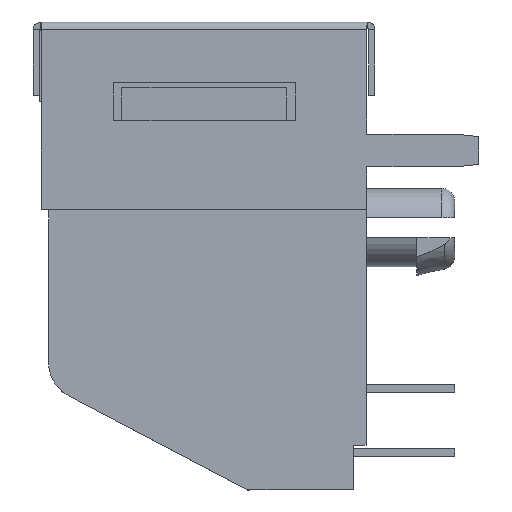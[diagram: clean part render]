
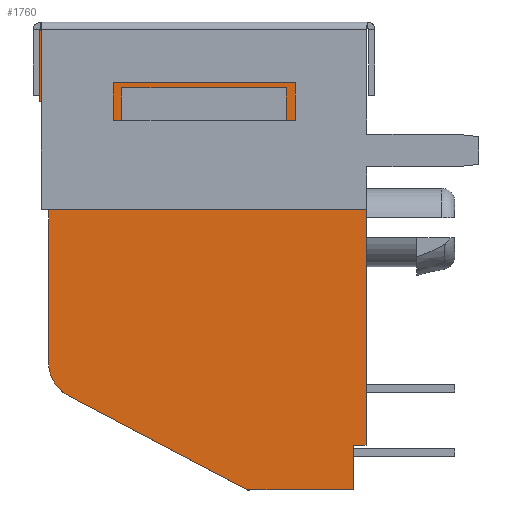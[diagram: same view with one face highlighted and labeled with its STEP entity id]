
A CAD part, left-side view. The second image highlights one B-rep face of the part: STEP entity #1760.
In plain terms, the highlighted planar face has unit normal (-1, 0, 0).
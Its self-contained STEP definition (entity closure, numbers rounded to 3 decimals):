
#14 = CARTESIAN_POINT ( 'NONE',  ( -7.75, -1.73, -18.5 ) ) ;
#19 = CARTESIAN_POINT ( 'NONE',  ( -7.75, 3.25, -2.6 ) ) ;
#21 = EDGE_CURVE ( 'NONE', #7770, #2525, #1655, .T. ) ;
#34 = ORIENTED_EDGE ( 'NONE', *, *, #2804, .T. ) ;
#40 = CARTESIAN_POINT ( 'NONE',  ( -7.75, -3.25, -3.9 ) ) ;
#89 = VECTOR ( 'NONE', #4291, 1000. ) ;
#146 = VECTOR ( 'NONE', #3169, 1000. ) ;
#206 = VECTOR ( 'NONE', #5302, 1000. ) ;
#222 = DIRECTION ( 'NONE',  ( 0., 0., -1. ) ) ;
#227 = CARTESIAN_POINT ( 'NONE',  ( -7.75, -3.25, -3.9 ) ) ;
#281 = ORIENTED_EDGE ( 'NONE', *, *, #8873, .T. ) ;
#294 = CARTESIAN_POINT ( 'NONE',  ( -7.75, -6.4, -0.35 ) ) ;
#397 = ORIENTED_EDGE ( 'NONE', *, *, #7382, .T. ) ;
#402 = ORIENTED_EDGE ( 'NONE', *, *, #1257, .T. ) ;
#434 = CARTESIAN_POINT ( 'NONE',  ( -7.75, -3.25, -2.6 ) ) ;
#457 = LINE ( 'NONE', #7214, #3513 ) ;
#608 = VECTOR ( 'NONE', #4733, 1000. ) ;
#635 = CARTESIAN_POINT ( 'NONE',  ( -7.75, -5.9, -0.35 ) ) ;
#736 = EDGE_CURVE ( 'NONE', #3963, #4777, #1097, .T. ) ;
#875 = CARTESIAN_POINT ( 'NONE',  ( -7.75, -3.25, -2.6 ) ) ;
#951 = CARTESIAN_POINT ( 'NONE',  ( -7.75, -6.4, -5.742 ) ) ;
#1097 = LINE ( 'NONE', #875, #8993 ) ;
#1116 = LINE ( 'NONE', #2695, #9124 ) ;
#1164 = LINE ( 'NONE', #434, #3545 ) ;
#1257 = EDGE_CURVE ( 'NONE', #7718, #4593, #3911, .T. ) ;
#1360 = VERTEX_POINT ( 'NONE', #294 ) ;
#1550 = ORIENTED_EDGE ( 'NONE', *, *, #21, .T. ) ;
#1571 = CARTESIAN_POINT ( 'NONE',  ( -7.75, -5.9, -18.5 ) ) ;
#1655 = LINE ( 'NONE', #2800, #5504 ) ;
#1760 = ADVANCED_FACE ( 'NONE', ( #2993, #8852 ), #5425, .T. ) ;
#1849 = LINE ( 'NONE', #4589, #146 ) ;
#1979 = CARTESIAN_POINT ( 'NONE',  ( -7.75, 4.667, -13.462 ) ) ;
#1982 = EDGE_LOOP ( 'NONE', ( #3342, #34, #2753, #3578 ) ) ;
#1986 = CARTESIAN_POINT ( 'NONE',  ( -7.75, 6.5, -3.145 ) ) ;
#1999 = CARTESIAN_POINT ( 'NONE',  ( -7.75, -6.4, -16.728 ) ) ;
#2028 = CARTESIAN_POINT ( 'NONE',  ( -7.75, -5.9, -2.822 ) ) ;
#2153 = CARTESIAN_POINT ( 'NONE',  ( -7.75, 6.5, -0.35 ) ) ;
#2295 = ORIENTED_EDGE ( 'NONE', *, *, #4438, .T. ) ;
#2318 = CARTESIAN_POINT ( 'NONE',  ( -7.75, -6.4, -2.822 ) ) ;
#2487 = LINE ( 'NONE', #635, #5546 ) ;
#2525 = VERTEX_POINT ( 'NONE', #7947 ) ;
#2581 = DIRECTION ( 'NONE',  ( 0., 0., -1. ) ) ;
#2695 = CARTESIAN_POINT ( 'NONE',  ( -7.75, -6.4, -2.822 ) ) ;
#2701 = LINE ( 'NONE', #19, #7078 ) ;
#2719 = DIRECTION ( 'NONE',  ( 0., 1., 0. ) ) ;
#2732 = VECTOR ( 'NONE', #222, 1000. ) ;
#2753 = ORIENTED_EDGE ( 'NONE', *, *, #736, .T. ) ;
#2775 = CARTESIAN_POINT ( 'NONE',  ( -7.75, 4.667, -13.462 ) ) ;
#2800 = CARTESIAN_POINT ( 'NONE',  ( -7.75, 6.15, -3.145 ) ) ;
#2804 = EDGE_CURVE ( 'NONE', #3000, #3963, #2701, .T. ) ;
#2878 = CARTESIAN_POINT ( 'NONE',  ( -7.75, -3.25, -2.6 ) ) ;
#2993 = FACE_OUTER_BOUND ( 'NONE', #5015, .T. ) ;
#3000 = VERTEX_POINT ( 'NONE', #3897 ) ;
#3061 = DIRECTION ( 'NONE',  ( 0., -1., 0. ) ) ;
#3169 = DIRECTION ( 'NONE',  ( 0., 0., 1. ) ) ;
#3204 = VECTOR ( 'NONE', #5228, 1000. ) ;
#3342 = ORIENTED_EDGE ( 'NONE', *, *, #6909, .T. ) ;
#3400 = ORIENTED_EDGE ( 'NONE', *, *, #5574, .F. ) ;
#3455 = ORIENTED_EDGE ( 'NONE', *, *, #8719, .T. ) ;
#3513 = VECTOR ( 'NONE', #7962, 1000. ) ;
#3525 = LINE ( 'NONE', #6629, #2732 ) ;
#3528 = DIRECTION ( 'NONE',  ( 0., -1., 0. ) ) ;
#3545 = VECTOR ( 'NONE', #2581, 1000. ) ;
#3578 = ORIENTED_EDGE ( 'NONE', *, *, #3966, .T. ) ;
#3605 = DIRECTION ( 'NONE',  ( 0., -1., 0. ) ) ;
#3813 = EDGE_CURVE ( 'NONE', #4365, #1360, #9177, .T. ) ;
#3841 = DIRECTION ( 'NONE',  ( 0., 1., 0. ) ) ;
#3897 = CARTESIAN_POINT ( 'NONE',  ( -7.75, 3.25, -3.9 ) ) ;
#3911 = LINE ( 'NONE', #7843, #5259 ) ;
#3963 = VERTEX_POINT ( 'NONE', #3979 ) ;
#3966 = EDGE_CURVE ( 'NONE', #4777, #5688, #1164, .T. ) ;
#3979 = CARTESIAN_POINT ( 'NONE',  ( -7.75, 3.25, -2.6 ) ) ;
#3994 = ORIENTED_EDGE ( 'NONE', *, *, #6060, .T. ) ;
#4031 = VECTOR ( 'NONE', #8652, 1000. ) ;
#4168 = ORIENTED_EDGE ( 'NONE', *, *, #7838, .F. ) ;
#4291 = DIRECTION ( 'NONE',  ( 0., 1., 0. ) ) ;
#4304 = DIRECTION ( 'NONE',  ( 0., 1., 0. ) ) ;
#4365 = VERTEX_POINT ( 'NONE', #5924 ) ;
#4438 = EDGE_CURVE ( 'NONE', #4562, #6924, #1849, .T. ) ;
#4562 = VERTEX_POINT ( 'NONE', #1999 ) ;
#4578 = CARTESIAN_POINT ( 'NONE',  ( -7.75, -1.73, -18.5 ) ) ;
#4589 = CARTESIAN_POINT ( 'NONE',  ( -7.75, -6.4, -5.742 ) ) ;
#4593 = VERTEX_POINT ( 'NONE', #2028 ) ;
#4733 = DIRECTION ( 'NONE',  ( 0., 0., 1. ) ) ;
#4777 = VERTEX_POINT ( 'NONE', #2878 ) ;
#4788 = CARTESIAN_POINT ( 'NONE',  ( -7.75, -5.9, -0.25 ) ) ;
#4920 = EDGE_CURVE ( 'NONE', #2525, #7707, #3525, .T. ) ;
#4969 = DIRECTION ( 'NONE',  ( 0., 0., 1. ) ) ;
#4990 = DIRECTION ( 'NONE',  ( 0., 0., -1. ) ) ;
#5015 = EDGE_LOOP ( 'NONE', ( #8920, #1550, #5870, #5279, #397, #3455, #281, #4168, #2295, #3994, #402, #7940, #6710, #3400 ) ) ;
#5083 = LINE ( 'NONE', #227, #8669 ) ;
#5118 = DIRECTION ( 'NONE',  ( 0., 0., 1. ) ) ;
#5228 = DIRECTION ( 'NONE',  ( 0., 0., 1. ) ) ;
#5259 = VECTOR ( 'NONE', #5118, 1000. ) ;
#5279 = ORIENTED_EDGE ( 'NONE', *, *, #7792, .T. ) ;
#5302 = DIRECTION ( 'NONE',  ( 0., -0.885, -0.465 ) ) ;
#5425 = PLANE ( 'NONE',  #7994 ) ;
#5504 = VECTOR ( 'NONE', #3528, 1000. ) ;
#5518 = CIRCLE ( 'NONE', #6788, 1.483 ) ;
#5536 = CARTESIAN_POINT ( 'NONE',  ( -7.75, 6.15, -13.462 ) ) ;
#5546 = VECTOR ( 'NONE', #3605, 1000. ) ;
#5570 = VERTEX_POINT ( 'NONE', #14 ) ;
#5574 = EDGE_CURVE ( 'NONE', #6782, #1360, #2487, .T. ) ;
#5588 = CARTESIAN_POINT ( 'NONE',  ( -7.75, -5.9, -5.742 ) ) ;
#5666 = EDGE_CURVE ( 'NONE', #6782, #7770, #457, .T. ) ;
#5688 = VERTEX_POINT ( 'NONE', #40 ) ;
#5773 = CARTESIAN_POINT ( 'NONE',  ( -7.75, -5.9, -18.5 ) ) ;
#5870 = ORIENTED_EDGE ( 'NONE', *, *, #4920, .T. ) ;
#5924 = CARTESIAN_POINT ( 'NONE',  ( -7.75, -6.4, -2.822 ) ) ;
#5946 = LINE ( 'NONE', #5773, #4031 ) ;
#6060 = EDGE_CURVE ( 'NONE', #6924, #7718, #7091, .T. ) ;
#6364 = DIRECTION ( 'NONE',  ( -1., 0., 0. ) ) ;
#6452 = CARTESIAN_POINT ( 'NONE',  ( -7.75, 5.357, -14.774 ) ) ;
#6629 = CARTESIAN_POINT ( 'NONE',  ( -7.75, 6.15, -13.462 ) ) ;
#6640 = LINE ( 'NONE', #4578, #206 ) ;
#6710 = ORIENTED_EDGE ( 'NONE', *, *, #3813, .T. ) ;
#6782 = VERTEX_POINT ( 'NONE', #2153 ) ;
#6788 = AXIS2_PLACEMENT_3D ( 'NONE', #2775, #6364, #4990 ) ;
#6909 = EDGE_CURVE ( 'NONE', #5688, #3000, #5083, .T. ) ;
#6924 = VERTEX_POINT ( 'NONE', #951 ) ;
#6926 = LINE ( 'NONE', #4788, #608 ) ;
#6989 = VECTOR ( 'NONE', #2719, 1000. ) ;
#7078 = VECTOR ( 'NONE', #4969, 1000. ) ;
#7091 = LINE ( 'NONE', #8363, #6989 ) ;
#7137 = CARTESIAN_POINT ( 'NONE',  ( -7.75, -6.4, -16.728 ) ) ;
#7214 = CARTESIAN_POINT ( 'NONE',  ( -7.75, 6.5, -3.145 ) ) ;
#7245 = EDGE_CURVE ( 'NONE', #4365, #4593, #1116, .T. ) ;
#7382 = EDGE_CURVE ( 'NONE', #8226, #5570, #6640, .T. ) ;
#7449 = CARTESIAN_POINT ( 'NONE',  ( -7.75, -5.9, -16.728 ) ) ;
#7691 = DIRECTION ( 'NONE',  ( -1., 0., 0. ) ) ;
#7707 = VERTEX_POINT ( 'NONE', #5536 ) ;
#7718 = VERTEX_POINT ( 'NONE', #5588 ) ;
#7729 = DIRECTION ( 'NONE',  ( 0., 0., -1. ) ) ;
#7739 = LINE ( 'NONE', #7137, #89 ) ;
#7770 = VERTEX_POINT ( 'NONE', #1986 ) ;
#7792 = EDGE_CURVE ( 'NONE', #7707, #8226, #5518, .T. ) ;
#7838 = EDGE_CURVE ( 'NONE', #4562, #9300, #7739, .T. ) ;
#7843 = CARTESIAN_POINT ( 'NONE',  ( -7.75, -5.9, -0.25 ) ) ;
#7940 = ORIENTED_EDGE ( 'NONE', *, *, #7245, .F. ) ;
#7947 = CARTESIAN_POINT ( 'NONE',  ( -7.75, 6.15, -3.145 ) ) ;
#7962 = DIRECTION ( 'NONE',  ( 0., 0., -1. ) ) ;
#7994 = AXIS2_PLACEMENT_3D ( 'NONE', #1979, #7691, #7729 ) ;
#8226 = VERTEX_POINT ( 'NONE', #6452 ) ;
#8363 = CARTESIAN_POINT ( 'NONE',  ( -7.75, -6.4, -5.742 ) ) ;
#8652 = DIRECTION ( 'NONE',  ( 0., -1., 0. ) ) ;
#8669 = VECTOR ( 'NONE', #3841, 1000. ) ;
#8719 = EDGE_CURVE ( 'NONE', #5570, #9289, #5946, .T. ) ;
#8852 = FACE_BOUND ( 'NONE', #1982, .T. ) ;
#8873 = EDGE_CURVE ( 'NONE', #9289, #9300, #6926, .T. ) ;
#8920 = ORIENTED_EDGE ( 'NONE', *, *, #5666, .T. ) ;
#8993 = VECTOR ( 'NONE', #3061, 1000. ) ;
#9124 = VECTOR ( 'NONE', #4304, 1000. ) ;
#9177 = LINE ( 'NONE', #2318, #3204 ) ;
#9289 = VERTEX_POINT ( 'NONE', #1571 ) ;
#9300 = VERTEX_POINT ( 'NONE', #7449 ) ;
